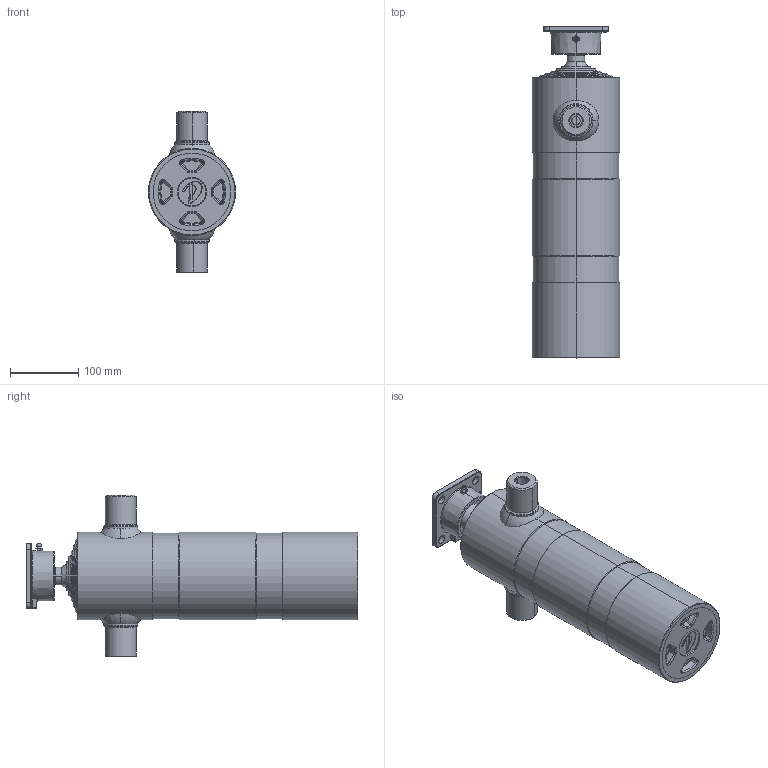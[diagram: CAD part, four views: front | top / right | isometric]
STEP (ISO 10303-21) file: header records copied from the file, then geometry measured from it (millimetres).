
FILE_DESCRIPTION (( 'STEP AP203' ), '1' );
FILE_NAME ('3598BGZ.STEP', '2014-10-07T08:04:41', ( '' ), ( '' ), 'SwSTEP 2.0', 'SolidWorks 2013', '' );
FILE_SCHEMA (( 'CONFIG_CONTROL_DESIGN' ));
Length unit declared in the file: millimetre
Products named in the file (1): 3598BGZ
Bounding box: 128 x 487 x 237 mm (x, y, z)
Surface area: 661022.8 mm2 (no closed solid volume)
Topology: 0 solids, 44 shells, 383 faces, 1165 edges, 814 vertices
Faces by surface type: cylinder 106, torus 96, cone 88, plane 66, bspline 19, sphere 8
Entity records: 15881 total; most frequent: CARTESIAN_POINT 5429, DIRECTION 2369, ORIENTED_EDGE 1856, EDGE_CURVE 1156, AXIS2_PLACEMENT_3D 968, VERTEX_POINT 810, CIRCLE 603, LINE 433
